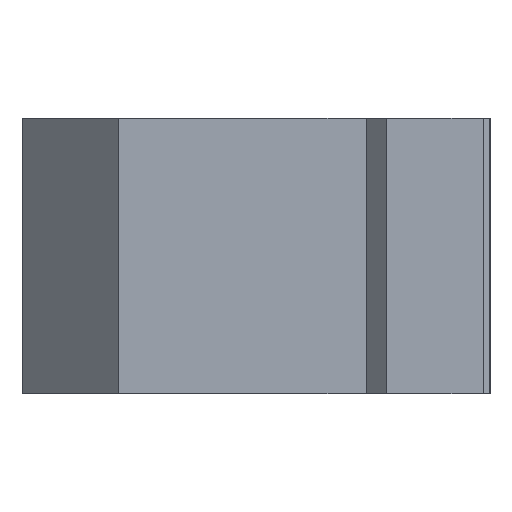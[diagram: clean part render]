
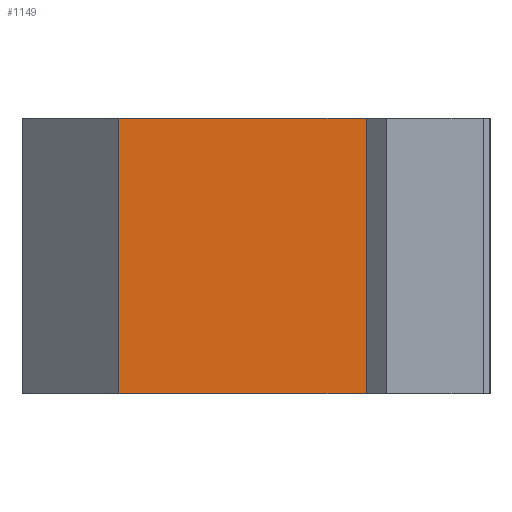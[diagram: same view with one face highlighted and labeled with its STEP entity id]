
A CAD part, left-side view. The second image highlights one B-rep face of the part: STEP entity #1149.
In plain terms, the highlighted planar face has unit normal (-1, 0, 0).
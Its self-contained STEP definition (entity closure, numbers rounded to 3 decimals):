
#3 = DIRECTION ( 'NONE',  ( 0., 1., 0. ) ) ;
#51 = DIRECTION ( 'NONE',  ( 0., -1., 0. ) ) ;
#102 = CARTESIAN_POINT ( 'NONE',  ( -42., -16., 20. ) ) ;
#126 = VERTEX_POINT ( 'NONE', #849 ) ;
#159 = VECTOR ( 'NONE', #553, 1000. ) ;
#176 = CARTESIAN_POINT ( 'NONE',  ( -42., -16., -20. ) ) ;
#225 = EDGE_CURVE ( 'NONE', #1279, #861, #566, .T. ) ;
#228 = EDGE_LOOP ( 'NONE', ( #1447, #624, #250, #1557 ) ) ;
#250 = ORIENTED_EDGE ( 'NONE', *, *, #712, .F. ) ;
#339 = VERTEX_POINT ( 'NONE', #102 ) ;
#431 = CARTESIAN_POINT ( 'NONE',  ( -42., 20., -20. ) ) ;
#450 = CARTESIAN_POINT ( 'NONE',  ( -42., -16., 20. ) ) ;
#530 = PLANE ( 'NONE',  #1060 ) ;
#553 = DIRECTION ( 'NONE',  ( 0., -1., 0. ) ) ;
#566 = LINE ( 'NONE', #176, #859 ) ;
#572 = VECTOR ( 'NONE', #1365, 1000. ) ;
#578 = EDGE_CURVE ( 'NONE', #339, #861, #963, .T. ) ;
#624 = ORIENTED_EDGE ( 'NONE', *, *, #578, .F. ) ;
#659 = LINE ( 'NONE', #908, #159 ) ;
#712 = EDGE_CURVE ( 'NONE', #126, #339, #659, .T. ) ;
#849 = CARTESIAN_POINT ( 'NONE',  ( -42., 20., 20. ) ) ;
#859 = VECTOR ( 'NONE', #51, 1000. ) ;
#861 = VERTEX_POINT ( 'NONE', #986 ) ;
#890 = VECTOR ( 'NONE', #1472, 1000. ) ;
#908 = CARTESIAN_POINT ( 'NONE',  ( -42., -16., 20. ) ) ;
#922 = DIRECTION ( 'NONE',  ( 1., 0., 0. ) ) ;
#963 = LINE ( 'NONE', #450, #890 ) ;
#986 = CARTESIAN_POINT ( 'NONE',  ( -42., -16., -20. ) ) ;
#1000 = LINE ( 'NONE', #1525, #572 ) ;
#1060 = AXIS2_PLACEMENT_3D ( 'NONE', #1558, #922, #3 ) ;
#1149 = ADVANCED_FACE ( 'NONE', ( #1312 ), #530, .F. ) ;
#1279 = VERTEX_POINT ( 'NONE', #431 ) ;
#1312 = FACE_OUTER_BOUND ( 'NONE', #228, .T. ) ;
#1365 = DIRECTION ( 'NONE',  ( 0., 0., -1. ) ) ;
#1447 = ORIENTED_EDGE ( 'NONE', *, *, #225, .T. ) ;
#1472 = DIRECTION ( 'NONE',  ( 0., 0., -1. ) ) ;
#1473 = EDGE_CURVE ( 'NONE', #126, #1279, #1000, .T. ) ;
#1525 = CARTESIAN_POINT ( 'NONE',  ( -42., 20., 20. ) ) ;
#1557 = ORIENTED_EDGE ( 'NONE', *, *, #1473, .T. ) ;
#1558 = CARTESIAN_POINT ( 'NONE',  ( -42., -16., 20. ) ) ;
